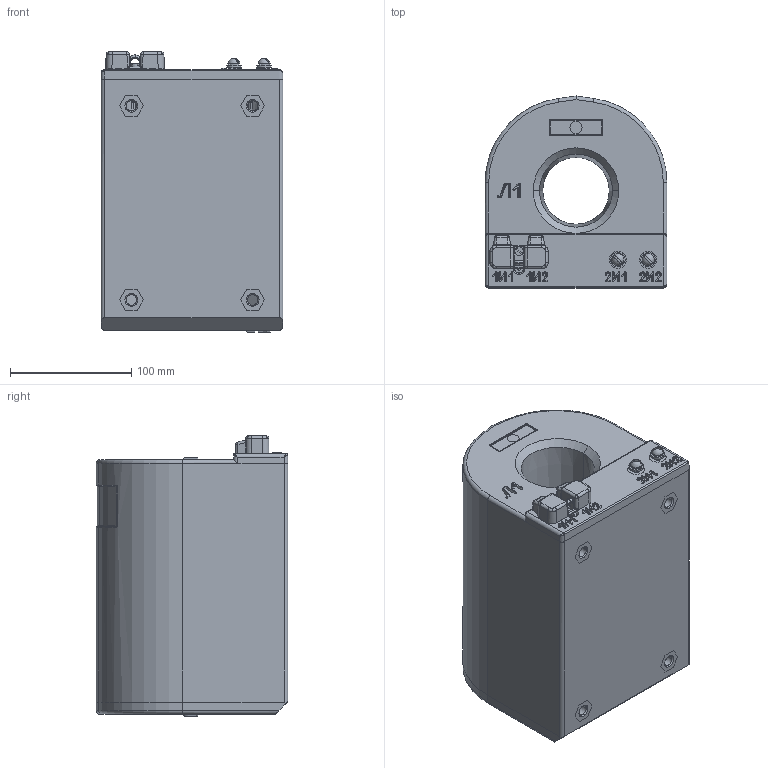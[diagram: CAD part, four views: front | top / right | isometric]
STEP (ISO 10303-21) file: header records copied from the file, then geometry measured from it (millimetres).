
FILE_DESCRIPTION (( 'STEP AP203' ), '1' );
FILE_NAME ('ÒØË-0,66-IV-3.STEP', '2020-06-02T05:23:35', ( '' ), ( '' ), 'SwSTEP 2.0', 'SolidWorks 2010', '' );
FILE_SCHEMA (( 'CONFIG_CONTROL_DESIGN' ));
Length unit declared in the file: millimetre
Products named in the file (1): ﾒﾘﾋ-0,66-IV-3
Bounding box: 150 x 158 x 231 mm (x, y, z)
Surface area: 199945.6 mm2 (no closed solid volume)
Topology: 0 solids, 22 shells, 479 faces, 1404 edges, 926 vertices
Faces by surface type: plane 182, cylinder 112, cone 90, bspline 71, torus 12, sphere 12
Entity records: 17964 total; most frequent: CARTESIAN_POINT 5981, ORIENTED_EDGE 2437, DIRECTION 2371, EDGE_CURVE 1397, VERTEX_POINT 926, AXIS2_PLACEMENT_3D 836, LINE 699, VECTOR 699
